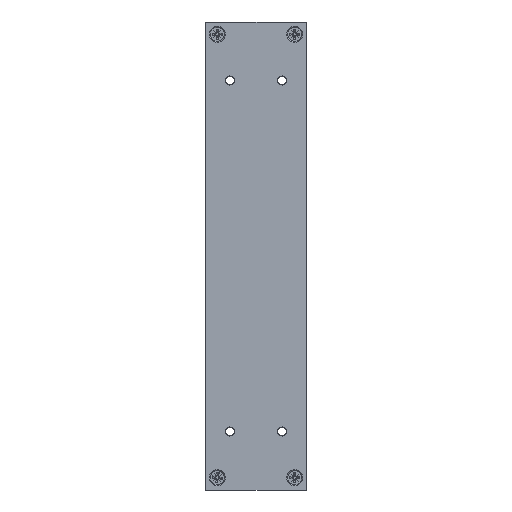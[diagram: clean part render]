
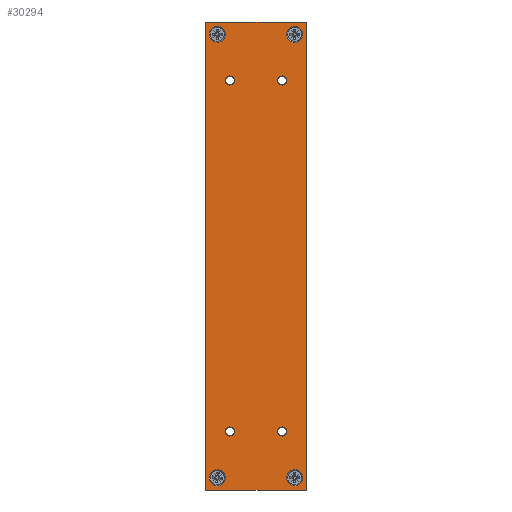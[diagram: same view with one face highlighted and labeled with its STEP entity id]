
A CAD part, front view. The second image highlights one B-rep face of the part: STEP entity #30294.
In plain terms, the highlighted planar face has unit normal (0, -1, 0).
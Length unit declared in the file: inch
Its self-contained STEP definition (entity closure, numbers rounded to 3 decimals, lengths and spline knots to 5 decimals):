
#84 = DIRECTION ( 'NONE',  ( 1., 0., 0. ) ) ;
#355 = CARTESIAN_POINT ( 'NONE',  ( 0.69241, -0.31353, 0. ) ) ;
#1550 = CIRCLE ( 'NONE', #5593, 0.1378 ) ;
#1561 = VERTEX_POINT ( 'NONE', #17906 ) ;
#2081 = AXIS2_PLACEMENT_3D ( 'NONE', #37954, #10554, #30266 ) ;
#2414 = DIRECTION ( 'NONE',  ( 1., 0., 0. ) ) ;
#2539 = EDGE_CURVE ( 'NONE', #20091, #20091, #33941, .T. ) ;
#2898 = ORIENTED_EDGE ( 'NONE', *, *, #39335, .T. ) ;
#2906 = FACE_BOUND ( 'NONE', #38619, .T. ) ;
#3763 = EDGE_LOOP ( 'NONE', ( #40194 ) ) ;
#4467 = DIRECTION ( 'NONE',  ( 0., 1., 0. ) ) ;
#5391 = CARTESIAN_POINT ( 'NONE',  ( 0.6317, -0.31353, 0.21 ) ) ;
#5447 = CARTESIAN_POINT ( 'NONE',  ( -0.53448, -0.31353, 7. ) ) ;
#5593 = AXIS2_PLACEMENT_3D ( 'NONE', #44203, #25081, #28406 ) ;
#6053 = EDGE_CURVE ( 'NONE', #12878, #36170, #17054, .T. ) ;
#8081 = DIRECTION ( 'NONE',  ( 0., 0., 1. ) ) ;
#8218 = DIRECTION ( 'NONE',  ( 0., -1., 0. ) ) ;
#8268 = EDGE_CURVE ( 'NONE', #18213, #18213, #1550, .T. ) ;
#9035 = CARTESIAN_POINT ( 'NONE',  ( -1.02759, -0.31353, 0. ) ) ;
#9360 = EDGE_CURVE ( 'NONE', #28986, #28986, #32659, .T. ) ;
#9580 = CARTESIAN_POINT ( 'NONE',  ( -1.02759, -0.31353, 0. ) ) ;
#10039 = FACE_BOUND ( 'NONE', #18426, .T. ) ;
#10537 = FACE_BOUND ( 'NONE', #40943, .T. ) ;
#10554 = DIRECTION ( 'NONE',  ( 0., 1., 0. ) ) ;
#11025 = CARTESIAN_POINT ( 'NONE',  ( -0.53448, -0.31353, 1. ) ) ;
#11136 = ORIENTED_EDGE ( 'NONE', *, *, #2539, .T. ) ;
#11628 = EDGE_CURVE ( 'NONE', #41753, #11910, #25959, .T. ) ;
#11910 = VERTEX_POINT ( 'NONE', #16098 ) ;
#12604 = CARTESIAN_POINT ( 'NONE',  ( -0.61247, -0.31353, 1. ) ) ;
#12878 = VERTEX_POINT ( 'NONE', #49817 ) ;
#12933 = DIRECTION ( 'NONE',  ( 1., 0., 0. ) ) ;
#13151 = EDGE_LOOP ( 'NONE', ( #26443 ) ) ;
#13720 = EDGE_CURVE ( 'NONE', #37909, #37909, #29789, .T. ) ;
#13728 = EDGE_LOOP ( 'NONE', ( #29295 ) ) ;
#13852 = FACE_BOUND ( 'NONE', #3763, .T. ) ;
#14173 = CARTESIAN_POINT ( 'NONE',  ( 0.49391, -0.31353, 0.21 ) ) ;
#14975 = EDGE_LOOP ( 'NONE', ( #29754 ) ) ;
#15221 = LINE ( 'NONE', #43106, #39770 ) ;
#15452 = DIRECTION ( 'NONE',  ( 0., 1., 0. ) ) ;
#15520 = ORIENTED_EDGE ( 'NONE', *, *, #13720, .T. ) ;
#15837 = DIRECTION ( 'NONE',  ( 1., 0., 0. ) ) ;
#16098 = CARTESIAN_POINT ( 'NONE',  ( 0.69241, -0.31353, 0. ) ) ;
#16658 = EDGE_CURVE ( 'NONE', #36170, #41753, #43571, .T. ) ;
#17054 = LINE ( 'NONE', #21214, #40308 ) ;
#17281 = AXIS2_PLACEMENT_3D ( 'NONE', #24490, #32149, #12933 ) ;
#17906 = CARTESIAN_POINT ( 'NONE',  ( 0.6317, -0.31353, 7.79 ) ) ;
#17989 = FACE_BOUND ( 'NONE', #13151, .T. ) ;
#18213 = VERTEX_POINT ( 'NONE', #33803 ) ;
#18247 = FACE_BOUND ( 'NONE', #14975, .T. ) ;
#18426 = EDGE_LOOP ( 'NONE', ( #37672 ) ) ;
#19240 = ORIENTED_EDGE ( 'NONE', *, *, #6053, .T. ) ;
#20091 = VERTEX_POINT ( 'NONE', #23650 ) ;
#20114 = DIRECTION ( 'NONE',  ( 1., 0., 0. ) ) ;
#21000 = EDGE_LOOP ( 'NONE', ( #2898, #19240, #34838, #33311 ) ) ;
#21214 = CARTESIAN_POINT ( 'NONE',  ( 0.69241, -0.31353, 8. ) ) ;
#22659 = CARTESIAN_POINT ( 'NONE',  ( 0.69241, -0.31353, 0. ) ) ;
#23650 = CARTESIAN_POINT ( 'NONE',  ( -0.69129, -0.31353, 7.79 ) ) ;
#23804 = DIRECTION ( 'NONE',  ( 0., 1., 0. ) ) ;
#24490 = CARTESIAN_POINT ( 'NONE',  ( 0.27729, -0.31353, 7. ) ) ;
#25081 = DIRECTION ( 'NONE',  ( 0., 1., 0. ) ) ;
#25317 = VERTEX_POINT ( 'NONE', #25585 ) ;
#25585 = CARTESIAN_POINT ( 'NONE',  ( 0.35529, -0.31353, 7. ) ) ;
#25959 = LINE ( 'NONE', #22659, #39523 ) ;
#26189 = EDGE_CURVE ( 'NONE', #29169, #29169, #43174, .T. ) ;
#26443 = ORIENTED_EDGE ( 'NONE', *, *, #8268, .T. ) ;
#26488 = AXIS2_PLACEMENT_3D ( 'NONE', #26525, #15452, #31099 ) ;
#26525 = CARTESIAN_POINT ( 'NONE',  ( 0.27729, -0.31353, 1. ) ) ;
#26835 = CARTESIAN_POINT ( 'NONE',  ( 0.35529, -0.31353, 1. ) ) ;
#26855 = AXIS2_PLACEMENT_3D ( 'NONE', #14173, #38679, #35083 ) ;
#26913 = ORIENTED_EDGE ( 'NONE', *, *, #26189, .T. ) ;
#27356 = AXIS2_PLACEMENT_3D ( 'NONE', #12604, #4467, #20114 ) ;
#27745 = EDGE_CURVE ( 'NONE', #25317, #25317, #43402, .T. ) ;
#27862 = EDGE_CURVE ( 'NONE', #1561, #1561, #30353, .T. ) ;
#28406 = DIRECTION ( 'NONE',  ( 1., 0., 0. ) ) ;
#28589 = AXIS2_PLACEMENT_3D ( 'NONE', #45094, #23804, #15837 ) ;
#28986 = VERTEX_POINT ( 'NONE', #5447 ) ;
#29169 = VERTEX_POINT ( 'NONE', #5391 ) ;
#29295 = ORIENTED_EDGE ( 'NONE', *, *, #9360, .T. ) ;
#29754 = ORIENTED_EDGE ( 'NONE', *, *, #27745, .T. ) ;
#29760 = PLANE ( 'NONE',  #41999 ) ;
#29789 = CIRCLE ( 'NONE', #27356, 0.07799 ) ;
#30076 = CARTESIAN_POINT ( 'NONE',  ( 0.49391, -0.31353, 7.79 ) ) ;
#30266 = DIRECTION ( 'NONE',  ( 1., 0., 0. ) ) ;
#30294 = ADVANCED_FACE ( 'NONE', ( #13852, #2906, #17989, #45083, #33080, #18247, #10537, #10039, #48692 ), #29760, .T. ) ;
#30353 = CIRCLE ( 'NONE', #33580, 0.1378 ) ;
#31099 = DIRECTION ( 'NONE',  ( 1., 0., 0. ) ) ;
#31627 = CARTESIAN_POINT ( 'NONE',  ( -1.02759, -0.31353, 8. ) ) ;
#31646 = EDGE_LOOP ( 'NONE', ( #26913 ) ) ;
#32149 = DIRECTION ( 'NONE',  ( 0., 1., 0. ) ) ;
#32659 = CIRCLE ( 'NONE', #28589, 0.07799 ) ;
#33080 = FACE_BOUND ( 'NONE', #13728, .T. ) ;
#33311 = ORIENTED_EDGE ( 'NONE', *, *, #11628, .T. ) ;
#33580 = AXIS2_PLACEMENT_3D ( 'NONE', #30076, #34150, #36978 ) ;
#33740 = VERTEX_POINT ( 'NONE', #26835 ) ;
#33803 = CARTESIAN_POINT ( 'NONE',  ( -0.69129, -0.31353, 0.21 ) ) ;
#33941 = CIRCLE ( 'NONE', #2081, 0.1378 ) ;
#34150 = DIRECTION ( 'NONE',  ( 0., 1., 0. ) ) ;
#34838 = ORIENTED_EDGE ( 'NONE', *, *, #16658, .T. ) ;
#34839 = EDGE_CURVE ( 'NONE', #33740, #33740, #44406, .T. ) ;
#35083 = DIRECTION ( 'NONE',  ( 1., 0., 0. ) ) ;
#36170 = VERTEX_POINT ( 'NONE', #31627 ) ;
#36741 = DIRECTION ( 'NONE',  ( -1., 0., 0. ) ) ;
#36978 = DIRECTION ( 'NONE',  ( 1., 0., 0. ) ) ;
#37672 = ORIENTED_EDGE ( 'NONE', *, *, #34839, .T. ) ;
#37909 = VERTEX_POINT ( 'NONE', #11025 ) ;
#37954 = CARTESIAN_POINT ( 'NONE',  ( -0.82908, -0.31353, 7.79 ) ) ;
#38619 = EDGE_LOOP ( 'NONE', ( #11136 ) ) ;
#38679 = DIRECTION ( 'NONE',  ( 0., 1., 0. ) ) ;
#39335 = EDGE_CURVE ( 'NONE', #11910, #12878, #15221, .T. ) ;
#39523 = VECTOR ( 'NONE', #2414, 39.37008 ) ;
#39762 = DIRECTION ( 'NONE',  ( 0., 0., -1. ) ) ;
#39770 = VECTOR ( 'NONE', #8081, 39.37008 ) ;
#40194 = ORIENTED_EDGE ( 'NONE', *, *, #27862, .T. ) ;
#40308 = VECTOR ( 'NONE', #36741, 39.37008 ) ;
#40943 = EDGE_LOOP ( 'NONE', ( #15520 ) ) ;
#41753 = VERTEX_POINT ( 'NONE', #9580 ) ;
#41999 = AXIS2_PLACEMENT_3D ( 'NONE', #355, #8218, #84 ) ;
#43106 = CARTESIAN_POINT ( 'NONE',  ( 0.69241, -0.31353, 0. ) ) ;
#43174 = CIRCLE ( 'NONE', #26855, 0.1378 ) ;
#43402 = CIRCLE ( 'NONE', #17281, 0.07799 ) ;
#43571 = LINE ( 'NONE', #9035, #46388 ) ;
#44203 = CARTESIAN_POINT ( 'NONE',  ( -0.82908, -0.31353, 0.21 ) ) ;
#44406 = CIRCLE ( 'NONE', #26488, 0.07799 ) ;
#45083 = FACE_BOUND ( 'NONE', #31646, .T. ) ;
#45094 = CARTESIAN_POINT ( 'NONE',  ( -0.61247, -0.31353, 7. ) ) ;
#46388 = VECTOR ( 'NONE', #39762, 39.37008 ) ;
#48692 = FACE_OUTER_BOUND ( 'NONE', #21000, .T. ) ;
#49817 = CARTESIAN_POINT ( 'NONE',  ( 0.69241, -0.31353, 8. ) ) ;
